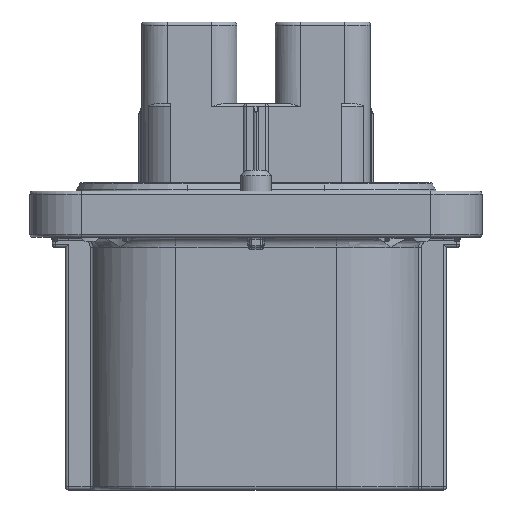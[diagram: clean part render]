
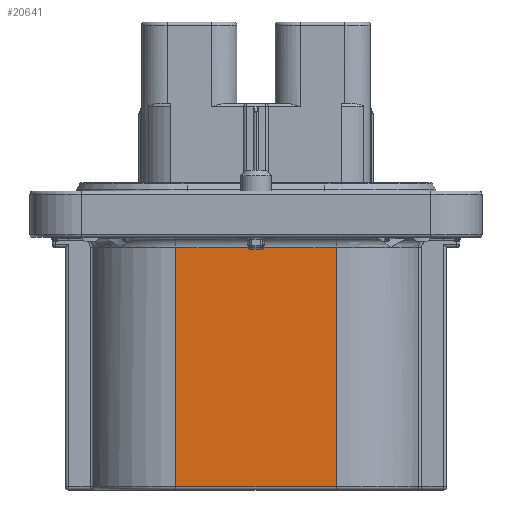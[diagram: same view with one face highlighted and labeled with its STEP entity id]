
A CAD part, front view. The second image highlights one B-rep face of the part: STEP entity #20641.
In plain terms, the highlighted planar face has unit normal (0, -1, 0).
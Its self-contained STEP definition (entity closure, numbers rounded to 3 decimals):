
#420 = AXIS2_PLACEMENT_3D ( 'NONE', #24474, #75400, #81300 ) ;
#4368 = DIRECTION ( 'NONE',  ( 0., 0., 1. ) ) ;
#6055 = VERTEX_POINT ( 'NONE', #26077 ) ;
#6862 = ORIENTED_EDGE ( 'NONE', *, *, #31605, .T. ) ;
#8813 = EDGE_CURVE ( 'NONE', #59976, #61221, #51877, .T. ) ;
#10007 = EDGE_CURVE ( 'NONE', #61221, #36365, #26483, .T. ) ;
#10826 = DIRECTION ( 'NONE',  ( 1., 0., 0. ) ) ;
#12084 = CARTESIAN_POINT ( 'NONE',  ( 25.032, -19.811, 23.065 ) ) ;
#12291 = EDGE_CURVE ( 'NONE', #12894, #76937, #63073, .T. ) ;
#12507 = DIRECTION ( 'NONE',  ( -1., 0., 0. ) ) ;
#12894 = VERTEX_POINT ( 'NONE', #25899 ) ;
#14215 = ORIENTED_EDGE ( 'NONE', *, *, #10007, .T. ) ;
#15310 = CARTESIAN_POINT ( 'NONE',  ( 17.632, -19.811, 46.165 ) ) ;
#17031 = CARTESIAN_POINT ( 'NONE',  ( 25.032, -19.811, 23.065 ) ) ;
#17536 = LINE ( 'NONE', #12084, #51983 ) ;
#19218 = EDGE_CURVE ( 'NONE', #36365, #6055, #29003, .T. ) ;
#19688 = ORIENTED_EDGE ( 'NONE', *, *, #8813, .T. ) ;
#20401 = EDGE_CURVE ( 'NONE', #74704, #76937, #77802, .T. ) ;
#20641 = ADVANCED_FACE ( 'NONE', ( #42758 ), #57079, .F. ) ;
#24378 = DIRECTION ( 'NONE',  ( -1., 0., 0. ) ) ;
#24474 = CARTESIAN_POINT ( 'NONE',  ( 16.832, -19.811, 46.565 ) ) ;
#25800 = CARTESIAN_POINT ( 'NONE',  ( 17.832, -19.811, 46.365 ) ) ;
#25899 = CARTESIAN_POINT ( 'NONE',  ( 16.485, -19.811, 46.365 ) ) ;
#26077 = CARTESIAN_POINT ( 'NONE',  ( 16.832, -19.811, 46.165 ) ) ;
#26483 = CIRCLE ( 'NONE', #73521, 0.4 ) ;
#27051 = DIRECTION ( 'NONE',  ( -1., 0., 0. ) ) ;
#29003 = LINE ( 'NONE', #55076, #30418 ) ;
#30253 = VECTOR ( 'NONE', #27051, 1000. ) ;
#30418 = VECTOR ( 'NONE', #48754, 1000. ) ;
#31031 = ORIENTED_EDGE ( 'NONE', *, *, #19218, .T. ) ;
#31605 = EDGE_CURVE ( 'NONE', #74704, #31950, #17536, .T. ) ;
#31950 = VERTEX_POINT ( 'NONE', #17031 ) ;
#34710 = VECTOR ( 'NONE', #24378, 1000. ) ;
#34776 = ORIENTED_EDGE ( 'NONE', *, *, #12291, .T. ) ;
#36365 = VERTEX_POINT ( 'NONE', #15310 ) ;
#37246 = AXIS2_PLACEMENT_3D ( 'NONE', #56248, #37288, #12507 ) ;
#37288 = DIRECTION ( 'NONE',  ( 0., 1., 0. ) ) ;
#38249 = CARTESIAN_POINT ( 'NONE',  ( 9.432, -19.811, 23.065 ) ) ;
#38463 = ORIENTED_EDGE ( 'NONE', *, *, #81650, .T. ) ;
#39743 = VECTOR ( 'NONE', #4368, 1000. ) ;
#42758 = FACE_OUTER_BOUND ( 'NONE', #80153, .T. ) ;
#43275 = CARTESIAN_POINT ( 'NONE',  ( 9.432, -19.811, 46.365 ) ) ;
#46318 = CARTESIAN_POINT ( 'NONE',  ( 17.978, -19.811, 46.365 ) ) ;
#47947 = VECTOR ( 'NONE', #64326, 1000. ) ;
#48754 = DIRECTION ( 'NONE',  ( -1., 0., 0. ) ) ;
#51877 = LINE ( 'NONE', #25800, #30253 ) ;
#51983 = VECTOR ( 'NONE', #10826, 1000. ) ;
#52937 = CARTESIAN_POINT ( 'NONE',  ( 9.432, -19.811, 22.765 ) ) ;
#54346 = ORIENTED_EDGE ( 'NONE', *, *, #20401, .F. ) ;
#55076 = CARTESIAN_POINT ( 'NONE',  ( 25.032, -19.811, 46.165 ) ) ;
#55388 = DIRECTION ( 'NONE',  ( 0., 1., 0. ) ) ;
#56248 = CARTESIAN_POINT ( 'NONE',  ( 25.032, -19.811, 22.765 ) ) ;
#57079 = PLANE ( 'NONE',  #37246 ) ;
#59167 = EDGE_CURVE ( 'NONE', #31950, #59976, #75037, .T. ) ;
#59976 = VERTEX_POINT ( 'NONE', #82671 ) ;
#60441 = CARTESIAN_POINT ( 'NONE',  ( 17.632, -19.811, 46.565 ) ) ;
#61146 = CARTESIAN_POINT ( 'NONE',  ( 25.032, -19.811, 22.765 ) ) ;
#61221 = VERTEX_POINT ( 'NONE', #46318 ) ;
#63073 = LINE ( 'NONE', #43275, #34710 ) ;
#64326 = DIRECTION ( 'NONE',  ( 0., 0., 1. ) ) ;
#69096 = CIRCLE ( 'NONE', #420, 0.4 ) ;
#73519 = DIRECTION ( 'NONE',  ( -1., 0., 0. ) ) ;
#73521 = AXIS2_PLACEMENT_3D ( 'NONE', #60441, #55388, #73519 ) ;
#74704 = VERTEX_POINT ( 'NONE', #38249 ) ;
#75037 = LINE ( 'NONE', #61146, #39743 ) ;
#75400 = DIRECTION ( 'NONE',  ( 0., 1., 0. ) ) ;
#76937 = VERTEX_POINT ( 'NONE', #80459 ) ;
#77802 = LINE ( 'NONE', #52937, #47947 ) ;
#80153 = EDGE_LOOP ( 'NONE', ( #19688, #14215, #31031, #38463, #34776, #54346, #6862, #82413 ) ) ;
#80459 = CARTESIAN_POINT ( 'NONE',  ( 9.432, -19.811, 46.365 ) ) ;
#81300 = DIRECTION ( 'NONE',  ( -1., 0., 0. ) ) ;
#81650 = EDGE_CURVE ( 'NONE', #6055, #12894, #69096, .T. ) ;
#82413 = ORIENTED_EDGE ( 'NONE', *, *, #59167, .T. ) ;
#82671 = CARTESIAN_POINT ( 'NONE',  ( 25.032, -19.811, 46.365 ) ) ;
